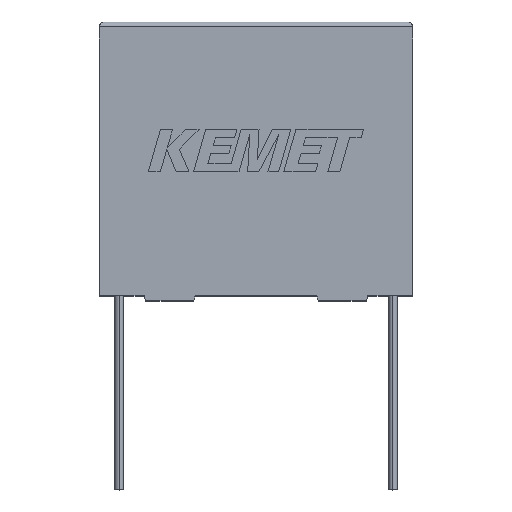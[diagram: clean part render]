
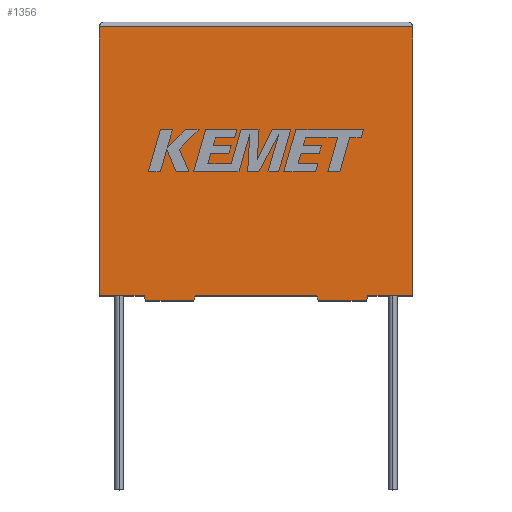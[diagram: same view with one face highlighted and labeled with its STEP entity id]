
A CAD part, top view. The second image highlights one B-rep face of the part: STEP entity #1356.
In plain terms, the highlighted planar face has unit normal (0, 0, 1).
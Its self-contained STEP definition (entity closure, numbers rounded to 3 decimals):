
#50 = PLANE ( 'NONE',  #1979 ) ;
#81 = VECTOR ( 'NONE', #442, 1000. ) ;
#136 = VERTEX_POINT ( 'NONE', #241 ) ;
#161 = EDGE_CURVE ( 'NONE', #136, #1808, #285, .T. ) ;
#172 = ORIENTED_EDGE ( 'NONE', *, *, #1814, .T. ) ;
#182 = CARTESIAN_POINT ( 'NONE',  ( 4.52, 0., 17.5 ) ) ;
#189 = EDGE_LOOP ( 'NONE', ( #297, #1762, #1917, #2410, #638, #1914, #1928, #1018, #1523, #1949, #738, #172 ) ) ;
#241 = CARTESIAN_POINT ( 'NONE',  ( 0., 27., 17.5 ) ) ;
#248 = CARTESIAN_POINT ( 'NONE',  ( 4.67, -0.5, 17.5 ) ) ;
#280 = LINE ( 'NONE', #2305, #330 ) ;
#285 = LINE ( 'NONE', #771, #2167 ) ;
#290 = VERTEX_POINT ( 'NONE', #1893 ) ;
#297 = ORIENTED_EDGE ( 'NONE', *, *, #707, .T. ) ;
#321 = EDGE_CURVE ( 'NONE', #290, #502, #2780, .T. ) ;
#330 = VECTOR ( 'NONE', #337, 1000. ) ;
#337 = DIRECTION ( 'NONE',  ( -0.287, 0.958, 0. ) ) ;
#340 = CARTESIAN_POINT ( 'NONE',  ( 26.98, 0., 17.5 ) ) ;
#356 = VECTOR ( 'NONE', #2784, 1000. ) ;
#359 = EDGE_CURVE ( 'NONE', #1643, #3235, #1167, .T. ) ;
#383 = EDGE_CURVE ( 'NONE', #2373, #136, #2660, .T. ) ;
#392 = CARTESIAN_POINT ( 'NONE',  ( 0., 0., 17.5 ) ) ;
#442 = DIRECTION ( 'NONE',  ( 0.287, 0.958, 0. ) ) ;
#484 = VECTOR ( 'NONE', #1725, 1000. ) ;
#502 = VERTEX_POINT ( 'NONE', #248 ) ;
#536 = DIRECTION ( 'NONE',  ( 1., 0., 0. ) ) ;
#570 = CARTESIAN_POINT ( 'NONE',  ( 0., 0., 17.5 ) ) ;
#592 = VERTEX_POINT ( 'NONE', #340 ) ;
#638 = ORIENTED_EDGE ( 'NONE', *, *, #321, .T. ) ;
#691 = LINE ( 'NONE', #1660, #2013 ) ;
#707 = EDGE_CURVE ( 'NONE', #2215, #2373, #1306, .T. ) ;
#738 = ORIENTED_EDGE ( 'NONE', *, *, #765, .F. ) ;
#748 = EDGE_CURVE ( 'NONE', #502, #1643, #1901, .T. ) ;
#765 = EDGE_CURVE ( 'NONE', #592, #1214, #3067, .T. ) ;
#771 = CARTESIAN_POINT ( 'NONE',  ( 0., 0., 17.5 ) ) ;
#925 = VECTOR ( 'NONE', #2089, 1000. ) ;
#989 = DIRECTION ( 'NONE',  ( 0.287, -0.958, 0. ) ) ;
#1018 = ORIENTED_EDGE ( 'NONE', *, *, #2308, .T. ) ;
#1167 = LINE ( 'NONE', #1474, #81 ) ;
#1171 = DIRECTION ( 'NONE',  ( -1., 0., 0. ) ) ;
#1191 = CARTESIAN_POINT ( 'NONE',  ( 9.64, 0., 17.5 ) ) ;
#1214 = VERTEX_POINT ( 'NONE', #2247 ) ;
#1305 = EDGE_CURVE ( 'NONE', #1829, #3192, #280, .T. ) ;
#1306 = LINE ( 'NONE', #1564, #2549 ) ;
#1326 = CARTESIAN_POINT ( 'NONE',  ( 4.67, -0.5, 17.5 ) ) ;
#1356 = ADVANCED_FACE ( 'NONE', ( #2198 ), #50, .F. ) ;
#1420 = LINE ( 'NONE', #2316, #356 ) ;
#1474 = CARTESIAN_POINT ( 'NONE',  ( 9.489, -0.5, 17.5 ) ) ;
#1523 = ORIENTED_EDGE ( 'NONE', *, *, #1305, .F. ) ;
#1525 = EDGE_CURVE ( 'NONE', #1808, #290, #691, .T. ) ;
#1547 = CARTESIAN_POINT ( 'NONE',  ( 22.011, -0.5, 17.5 ) ) ;
#1554 = DIRECTION ( 'NONE',  ( -0.287, -0.958, 0. ) ) ;
#1564 = CARTESIAN_POINT ( 'NONE',  ( 31.5, 0., 17.5 ) ) ;
#1621 = LINE ( 'NONE', #2265, #1817 ) ;
#1643 = VERTEX_POINT ( 'NONE', #3245 ) ;
#1660 = CARTESIAN_POINT ( 'NONE',  ( 0., 0., 17.5 ) ) ;
#1725 = DIRECTION ( 'NONE',  ( -1., 0., 0. ) ) ;
#1737 = VECTOR ( 'NONE', #1554, 1000. ) ;
#1747 = EDGE_CURVE ( 'NONE', #1214, #1829, #2360, .T. ) ;
#1762 = ORIENTED_EDGE ( 'NONE', *, *, #383, .T. ) ;
#1782 = DIRECTION ( 'NONE',  ( 0., -1., 0. ) ) ;
#1808 = VERTEX_POINT ( 'NONE', #570 ) ;
#1814 = EDGE_CURVE ( 'NONE', #592, #2215, #1621, .T. ) ;
#1817 = VECTOR ( 'NONE', #536, 1000. ) ;
#1829 = VERTEX_POINT ( 'NONE', #1547 ) ;
#1893 = CARTESIAN_POINT ( 'NONE',  ( 4.52, 0., 17.5 ) ) ;
#1901 = LINE ( 'NONE', #1326, #925 ) ;
#1914 = ORIENTED_EDGE ( 'NONE', *, *, #748, .T. ) ;
#1917 = ORIENTED_EDGE ( 'NONE', *, *, #161, .T. ) ;
#1928 = ORIENTED_EDGE ( 'NONE', *, *, #359, .T. ) ;
#1949 = ORIENTED_EDGE ( 'NONE', *, *, #1747, .F. ) ;
#1979 = AXIS2_PLACEMENT_3D ( 'NONE', #392, #2379, #1171 ) ;
#1988 = DIRECTION ( 'NONE',  ( -1., 0., 0. ) ) ;
#2011 = CARTESIAN_POINT ( 'NONE',  ( 26.83, -0.5, 17.5 ) ) ;
#2013 = VECTOR ( 'NONE', #2392, 1000. ) ;
#2015 = VECTOR ( 'NONE', #1988, 1000. ) ;
#2064 = DIRECTION ( 'NONE',  ( 0., 1., 0. ) ) ;
#2089 = DIRECTION ( 'NONE',  ( 1., 0., 0. ) ) ;
#2167 = VECTOR ( 'NONE', #1782, 1000. ) ;
#2198 = FACE_OUTER_BOUND ( 'NONE', #189, .T. ) ;
#2215 = VERTEX_POINT ( 'NONE', #2911 ) ;
#2247 = CARTESIAN_POINT ( 'NONE',  ( 26.83, -0.5, 17.5 ) ) ;
#2265 = CARTESIAN_POINT ( 'NONE',  ( 0., 0., 17.5 ) ) ;
#2305 = CARTESIAN_POINT ( 'NONE',  ( 22.011, -0.5, 17.5 ) ) ;
#2308 = EDGE_CURVE ( 'NONE', #3235, #3192, #1420, .T. ) ;
#2316 = CARTESIAN_POINT ( 'NONE',  ( 0., 0., 17.5 ) ) ;
#2360 = LINE ( 'NONE', #2011, #484 ) ;
#2361 = VECTOR ( 'NONE', #989, 1000. ) ;
#2373 = VERTEX_POINT ( 'NONE', #2567 ) ;
#2379 = DIRECTION ( 'NONE',  ( 0., 0., -1. ) ) ;
#2392 = DIRECTION ( 'NONE',  ( 1., 0., 0. ) ) ;
#2410 = ORIENTED_EDGE ( 'NONE', *, *, #1525, .T. ) ;
#2549 = VECTOR ( 'NONE', #2064, 1000. ) ;
#2567 = CARTESIAN_POINT ( 'NONE',  ( 31.5, 27., 17.5 ) ) ;
#2660 = LINE ( 'NONE', #2706, #2015 ) ;
#2706 = CARTESIAN_POINT ( 'NONE',  ( 0., 27., 17.5 ) ) ;
#2780 = LINE ( 'NONE', #182, #2361 ) ;
#2784 = DIRECTION ( 'NONE',  ( 1., 0., 0. ) ) ;
#2819 = CARTESIAN_POINT ( 'NONE',  ( 26.98, 0., 17.5 ) ) ;
#2911 = CARTESIAN_POINT ( 'NONE',  ( 31.5, 0., 17.5 ) ) ;
#3067 = LINE ( 'NONE', #2819, #1737 ) ;
#3133 = CARTESIAN_POINT ( 'NONE',  ( 21.86, 0., 17.5 ) ) ;
#3192 = VERTEX_POINT ( 'NONE', #3133 ) ;
#3235 = VERTEX_POINT ( 'NONE', #1191 ) ;
#3245 = CARTESIAN_POINT ( 'NONE',  ( 9.489, -0.5, 17.5 ) ) ;
